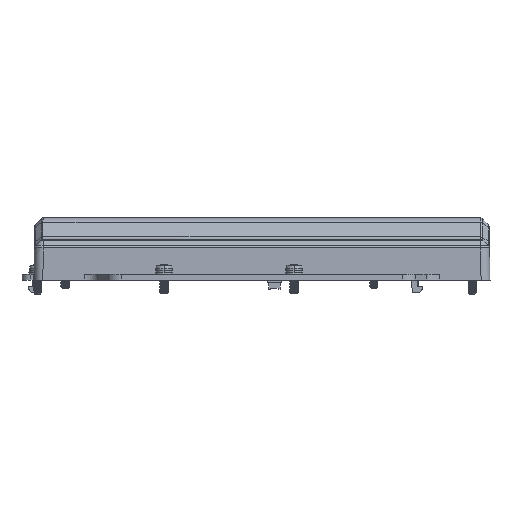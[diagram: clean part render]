
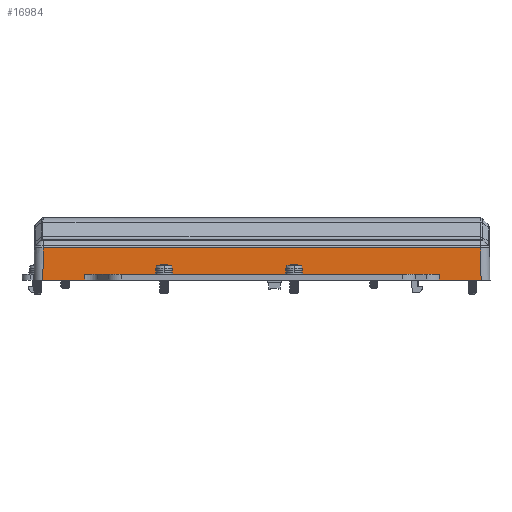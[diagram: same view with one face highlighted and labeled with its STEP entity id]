
A CAD part, top view. The second image highlights one B-rep face of the part: STEP entity #16984.
In plain terms, the highlighted planar face has unit normal (0, 0.018, 1).
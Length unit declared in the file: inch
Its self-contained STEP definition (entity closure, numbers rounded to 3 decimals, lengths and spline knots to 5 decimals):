
#212 = LINE ( 'NONE', #37751, #99388 ) ;
#7419 = LINE ( 'NONE', #76022, #19109 ) ;
#8517 = CARTESIAN_POINT ( 'NONE',  ( -2.25832, 0.07874, 3.09902 ) ) ;
#9368 = DIRECTION ( 'NONE',  ( 0., 0.017, 1. ) ) ;
#9623 = CARTESIAN_POINT ( 'NONE',  ( 0., 0., 3.10039 ) ) ;
#12321 = CARTESIAN_POINT ( 'NONE',  ( -2.80756, 0.42486, 3.09298 ) ) ;
#12818 = DIRECTION ( 'NONE',  ( 1., 0., 0. ) ) ;
#13679 = EDGE_CURVE ( 'NONE', #118505, #118532, #50005, .T. ) ;
#14248 = ORIENTED_EDGE ( 'NONE', *, *, #25138, .T. ) ;
#14739 = LINE ( 'NONE', #9623, #111056 ) ;
#16984 = ADVANCED_FACE ( 'NONE', ( #93624 ), #37904, .T. ) ;
#19109 = VECTOR ( 'NONE', #19813, 39.37008 ) ;
#19813 = DIRECTION ( 'NONE',  ( 0.017, -1., 0.017 ) ) ;
#21074 = EDGE_LOOP ( 'NONE', ( #76754, #36998, #85192, #109222, #114676, #63440, #22374, #14248 ) ) ;
#22374 = ORIENTED_EDGE ( 'NONE', *, *, #113327, .T. ) ;
#24702 = LINE ( 'NONE', #48776, #94806 ) ;
#25138 = EDGE_CURVE ( 'NONE', #80019, #71724, #83711, .T. ) ;
#25742 = CARTESIAN_POINT ( 'NONE',  ( -2.25911, 0., 3.10039 ) ) ;
#28492 = DIRECTION ( 'NONE',  ( -0.017, -1., 0.017 ) ) ;
#34101 = VECTOR ( 'NONE', #12818, 39.37008 ) ;
#36560 = DIRECTION ( 'NONE',  ( 1., 0., 0. ) ) ;
#36887 = CARTESIAN_POINT ( 'NONE',  ( -3.0621, 0.07874, 3.09902 ) ) ;
#36998 = ORIENTED_EDGE ( 'NONE', *, *, #13679, .T. ) ;
#37669 = EDGE_CURVE ( 'NONE', #103808, #69955, #24702, .T. ) ;
#37751 = CARTESIAN_POINT ( 'NONE',  ( -2.25911, 0., 3.10039 ) ) ;
#37904 = PLANE ( 'NONE',  #77281 ) ;
#38514 = EDGE_CURVE ( 'NONE', #118532, #111347, #53734, .T. ) ;
#39023 = DIRECTION ( 'NONE',  ( -1., 0., 0. ) ) ;
#39573 = VECTOR ( 'NONE', #28492, 39.37008 ) ;
#42647 = VECTOR ( 'NONE', #64222, 39.37008 ) ;
#47274 = DIRECTION ( 'NONE',  ( 0., -1., 0.017 ) ) ;
#48776 = CARTESIAN_POINT ( 'NONE',  ( -3.0621, 0.42486, 3.09298 ) ) ;
#48881 = CARTESIAN_POINT ( 'NONE',  ( 2.43628, 0., 3.10039 ) ) ;
#50005 = LINE ( 'NONE', #36887, #42647 ) ;
#53734 = LINE ( 'NONE', #105031, #96085 ) ;
#55439 = CARTESIAN_POINT ( 'NONE',  ( -3.0621, 0., 3.10039 ) ) ;
#63440 = ORIENTED_EDGE ( 'NONE', *, *, #37669, .T. ) ;
#64222 = DIRECTION ( 'NONE',  ( 1., 0., 0. ) ) ;
#69955 = VERTEX_POINT ( 'NONE', #12321 ) ;
#71724 = VERTEX_POINT ( 'NONE', #25742 ) ;
#73552 = CARTESIAN_POINT ( 'NONE',  ( -2.81498, 0., 3.10039 ) ) ;
#74963 = CARTESIAN_POINT ( 'NONE',  ( -2.80756, 0.42486, 3.09298 ) ) ;
#76022 = CARTESIAN_POINT ( 'NONE',  ( 2.95618, 2.06058, 3.06443 ) ) ;
#76073 = LINE ( 'NONE', #74963, #39573 ) ;
#76754 = ORIENTED_EDGE ( 'NONE', *, *, #92483, .T. ) ;
#77281 = AXIS2_PLACEMENT_3D ( 'NONE', #55439, #9368, #47274 ) ;
#78918 = CARTESIAN_POINT ( 'NONE',  ( 2.43549, 0.07874, 3.09902 ) ) ;
#80019 = VERTEX_POINT ( 'NONE', #73552 ) ;
#82136 = VERTEX_POINT ( 'NONE', #89388 ) ;
#83711 = LINE ( 'NONE', #87049, #34101 ) ;
#85192 = ORIENTED_EDGE ( 'NONE', *, *, #38514, .T. ) ;
#87049 = CARTESIAN_POINT ( 'NONE',  ( 0., 0., 3.10039 ) ) ;
#87481 = DIRECTION ( 'NONE',  ( 0.01, -1., 0.017 ) ) ;
#89388 = CARTESIAN_POINT ( 'NONE',  ( 2.99214, 0., 3.10039 ) ) ;
#92483 = EDGE_CURVE ( 'NONE', #71724, #118505, #212, .T. ) ;
#92488 = EDGE_CURVE ( 'NONE', #111347, #82136, #14739, .T. ) ;
#92528 = EDGE_CURVE ( 'NONE', #103808, #82136, #7419, .T. ) ;
#93624 = FACE_OUTER_BOUND ( 'NONE', #21074, .T. ) ;
#94806 = VECTOR ( 'NONE', #39023, 39.37008 ) ;
#96085 = VECTOR ( 'NONE', #87481, 39.37008 ) ;
#99388 = VECTOR ( 'NONE', #110739, 39.37008 ) ;
#103808 = VERTEX_POINT ( 'NONE', #116673 ) ;
#105031 = CARTESIAN_POINT ( 'NONE',  ( 2.43549, 0.07874, 3.09902 ) ) ;
#109222 = ORIENTED_EDGE ( 'NONE', *, *, #92488, .T. ) ;
#110739 = DIRECTION ( 'NONE',  ( 0.01, 1., -0.017 ) ) ;
#111056 = VECTOR ( 'NONE', #36560, 39.37008 ) ;
#111347 = VERTEX_POINT ( 'NONE', #48881 ) ;
#113327 = EDGE_CURVE ( 'NONE', #69955, #80019, #76073, .T. ) ;
#114676 = ORIENTED_EDGE ( 'NONE', *, *, #92528, .F. ) ;
#116673 = CARTESIAN_POINT ( 'NONE',  ( 2.98473, 0.42486, 3.09298 ) ) ;
#118505 = VERTEX_POINT ( 'NONE', #8517 ) ;
#118532 = VERTEX_POINT ( 'NONE', #78918 ) ;
